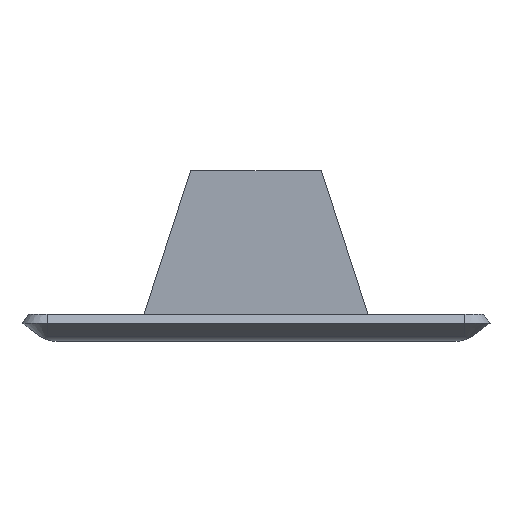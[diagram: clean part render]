
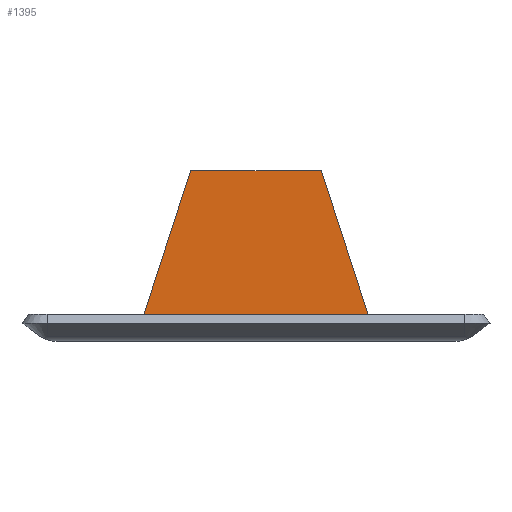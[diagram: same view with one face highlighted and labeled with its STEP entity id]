
A CAD part, left-side view. The second image highlights one B-rep face of the part: STEP entity #1395.
In plain terms, the highlighted planar face has unit normal (-1, 0, 0).
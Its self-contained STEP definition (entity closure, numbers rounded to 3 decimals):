
#442=ORIENTED_EDGE('',*,*,#622,.F.);
#443=ORIENTED_EDGE('',*,*,#632,.F.);
#444=ORIENTED_EDGE('',*,*,#629,.F.);
#445=ORIENTED_EDGE('',*,*,#626,.F.);
#622=EDGE_CURVE('',#746,#747,#902,.T.);
#626=EDGE_CURVE('',#747,#750,#906,.T.);
#629=EDGE_CURVE('',#750,#752,#909,.T.);
#632=EDGE_CURVE('',#752,#746,#912,.T.);
#746=VERTEX_POINT('',#2253);
#747=VERTEX_POINT('',#2254);
#750=VERTEX_POINT('',#2262);
#752=VERTEX_POINT('',#2268);
#902=LINE('',#2252,#1062);
#906=LINE('',#2261,#1066);
#909=LINE('',#2267,#1069);
#912=LINE('',#2273,#1072);
#1062=VECTOR('',#1846,1000.);
#1066=VECTOR('',#1852,1000.);
#1069=VECTOR('',#1857,1000.);
#1072=VECTOR('',#1862,1000.);
#1169=EDGE_LOOP('',(#442,#443,#444,#445));
#1265=FACE_BOUND('',#1169,.T.);
#1319=PLANE('',#1513);
#1395=ADVANCED_FACE('',(#1265),#1319,.F.);
#1513=AXIS2_PLACEMENT_3D('',#2276,#1866,#1867);
#1846=DIRECTION('',(0.,-0.309,0.951));
#1852=DIRECTION('',(0.,-1.,0.));
#1857=DIRECTION('',(0.,-0.309,-0.951));
#1862=DIRECTION('',(0.,1.,0.));
#1866=DIRECTION('',(1.,0.,0.));
#1867=DIRECTION('',(0.,1.,0.));
#2252=CARTESIAN_POINT('',(-52.5,21.,-1.905));
#2253=CARTESIAN_POINT('',(-52.5,21.,-1.905));
#2254=CARTESIAN_POINT('',(-52.5,11.72,26.656));
#2261=CARTESIAN_POINT('',(-52.5,11.72,26.656));
#2262=CARTESIAN_POINT('',(-52.5,-11.72,26.656));
#2267=CARTESIAN_POINT('',(-52.5,-11.72,26.656));
#2268=CARTESIAN_POINT('',(-52.5,-21.,-1.905));
#2273=CARTESIAN_POINT('',(-52.5,-21.,-1.905));
#2276=CARTESIAN_POINT('',(-52.5,0.,0.));
